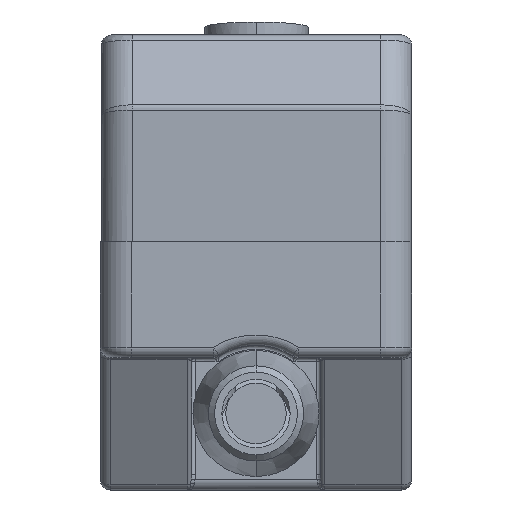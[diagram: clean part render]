
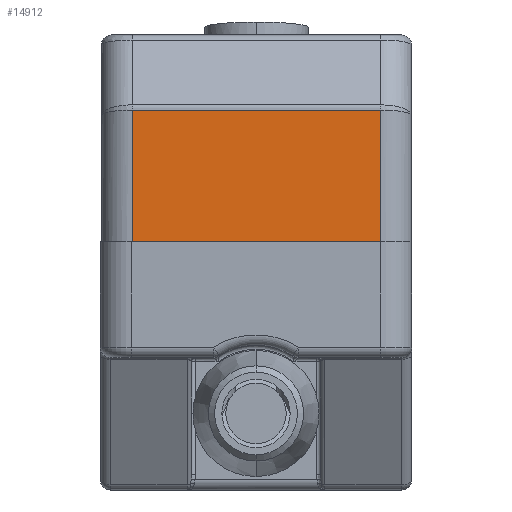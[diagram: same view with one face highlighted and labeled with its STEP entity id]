
A CAD part, front view. The second image highlights one B-rep face of the part: STEP entity #14912.
In plain terms, the highlighted planar face has unit normal (0, -1, 0).
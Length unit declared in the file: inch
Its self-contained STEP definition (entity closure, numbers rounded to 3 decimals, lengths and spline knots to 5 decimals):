
#1865=DIRECTION('',(0.,0.,-1.));
#1866=VECTOR('',#1865,0.25063);
#1867=CARTESIAN_POINT('',(0.23622,-0.6811,
0.25063));
#1868=LINE('',#1867,#1866);
#1873=DIRECTION('',(-1.,0.,0.));
#1874=VECTOR('',#1873,0.47244);
#1875=CARTESIAN_POINT('',(0.23622,-0.6811,0.));
#1876=LINE('',#1875,#1874);
#1886=DIRECTION('',(0.,0.,1.));
#1887=VECTOR('',#1886,0.25063);
#1888=CARTESIAN_POINT('',(-0.23622,-0.6811,0.));
#1889=LINE('',#1888,#1887);
#1890=CARTESIAN_POINT('',(-0.23622,-0.6811,
0.25063));
#2026=DIRECTION('',(-1.,0.,0.));
#2027=VECTOR('',#2026,0.47244);
#2028=CARTESIAN_POINT('',(0.23622,-0.6811,
0.25063));
#2029=LINE('',#2028,#2027);
#11289=VERTEX_POINT('',#1890);
#11292=CARTESIAN_POINT('',(0.23622,-0.6811,
0.25063));
#11293=VERTEX_POINT('',#11292);
#13251=CARTESIAN_POINT('',(0.23622,-0.6811,0.));
#13252=CARTESIAN_POINT('',(-0.23622,-0.6811,0.));
#13253=VERTEX_POINT('',#13251);
#13254=VERTEX_POINT('',#13252);
#14899=CARTESIAN_POINT('',(0.29528,-0.6811,0.));
#14900=DIRECTION('',(0.,-1.,0.));
#14901=DIRECTION('',(0.,0.,1.));
#14902=AXIS2_PLACEMENT_3D('',#14899,#14900,#14901);
#14903=PLANE('',#14902);
#14904=ORIENTED_EDGE('',*,*,#14365,.T.);
#14906=ORIENTED_EDGE('',*,*,#14905,.T.);
#14908=ORIENTED_EDGE('',*,*,#14907,.F.);
#14909=ORIENTED_EDGE('',*,*,#14892,.T.);
#14910=EDGE_LOOP('',(#14904,#14906,#14908,#14909));
#14911=FACE_OUTER_BOUND('',#14910,.F.);
#14912=ADVANCED_FACE('',(#14911),#14903,.T.);
#14365=EDGE_CURVE('',#13253,#13254,#1876,.T.);
#14892=EDGE_CURVE('',#11293,#13253,#1868,.T.);
#14905=EDGE_CURVE('',#13254,#11289,#1889,.T.);
#14907=EDGE_CURVE('',#11293,#11289,#2029,.T.);
